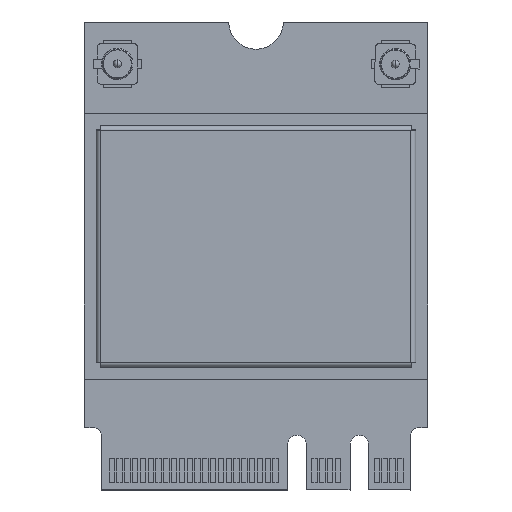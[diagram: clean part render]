
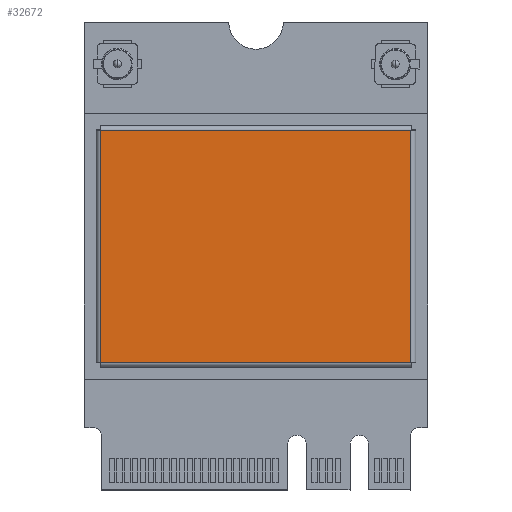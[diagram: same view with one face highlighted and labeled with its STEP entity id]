
A CAD part, top view. The second image highlights one B-rep face of the part: STEP entity #32672.
In plain terms, the highlighted face is planar.
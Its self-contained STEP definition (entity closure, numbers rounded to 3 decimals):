
#1445 = LINE ( 'NONE', #4197, #31182 ) ;
#2697 = ORIENTED_EDGE ( 'NONE', *, *, #8755, .T. ) ;
#4197 = CARTESIAN_POINT ( 'NONE',  ( 9.938, 2.6, 7.467 ) ) ;
#6055 = VECTOR ( 'NONE', #31550, 1000. ) ;
#8755 = EDGE_CURVE ( 'NONE', #21546, #23274, #10526, .T. ) ;
#10526 = LINE ( 'NONE', #24800, #6055 ) ;
#13198 = EDGE_CURVE ( 'NONE', #23274, #26677, #36015, .T. ) ;
#13280 = ORIENTED_EDGE ( 'NONE', *, *, #40840, .T. ) ;
#13594 = CARTESIAN_POINT ( 'NONE',  ( -9.938, 2.6, -7.438 ) ) ;
#15287 = DIRECTION ( 'NONE',  ( 0., 0., -1. ) ) ;
#17528 = LINE ( 'NONE', #41958, #18755 ) ;
#18755 = VECTOR ( 'NONE', #41515, 1000. ) ;
#19137 = VERTEX_POINT ( 'NONE', #32591 ) ;
#20933 = CARTESIAN_POINT ( 'NONE',  ( 0., 2.6, 0. ) ) ;
#21546 = VERTEX_POINT ( 'NONE', #13594 ) ;
#21729 = EDGE_LOOP ( 'NONE', ( #13280, #22363, #2697, #37748 ) ) ;
#22363 = ORIENTED_EDGE ( 'NONE', *, *, #35815, .T. ) ;
#23274 = VERTEX_POINT ( 'NONE', #39781 ) ;
#24800 = CARTESIAN_POINT ( 'NONE',  ( -9.938, 2.6, -7.467 ) ) ;
#24918 = CARTESIAN_POINT ( 'NONE',  ( -9.967, 2.6, 7.438 ) ) ;
#26677 = VERTEX_POINT ( 'NONE', #35447 ) ;
#27805 = AXIS2_PLACEMENT_3D ( 'NONE', #20933, #34730, #38547 ) ;
#31182 = VECTOR ( 'NONE', #15287, 1000. ) ;
#31550 = DIRECTION ( 'NONE',  ( 0., 0., 1. ) ) ;
#31947 = FACE_OUTER_BOUND ( 'NONE', #21729, .T. ) ;
#32591 = CARTESIAN_POINT ( 'NONE',  ( 9.938, 2.6, -7.438 ) ) ;
#32672 = ADVANCED_FACE ( 'NONE', ( #31947 ), #34960, .F. ) ;
#34730 = DIRECTION ( 'NONE',  ( 0., -1., 0. ) ) ;
#34960 = PLANE ( 'NONE',  #27805 ) ;
#35447 = CARTESIAN_POINT ( 'NONE',  ( 9.938, 2.6, 7.438 ) ) ;
#35815 = EDGE_CURVE ( 'NONE', #19137, #21546, #17528, .T. ) ;
#36015 = LINE ( 'NONE', #24918, #36458 ) ;
#36458 = VECTOR ( 'NONE', #42997, 1000. ) ;
#37748 = ORIENTED_EDGE ( 'NONE', *, *, #13198, .T. ) ;
#38547 = DIRECTION ( 'NONE',  ( 0., 0., -1. ) ) ;
#39781 = CARTESIAN_POINT ( 'NONE',  ( -9.938, 2.6, 7.438 ) ) ;
#40840 = EDGE_CURVE ( 'NONE', #26677, #19137, #1445, .T. ) ;
#41515 = DIRECTION ( 'NONE',  ( -1., 0., 0. ) ) ;
#41958 = CARTESIAN_POINT ( 'NONE',  ( 9.967, 2.6, -7.438 ) ) ;
#42997 = DIRECTION ( 'NONE',  ( 1., 0., 0. ) ) ;
